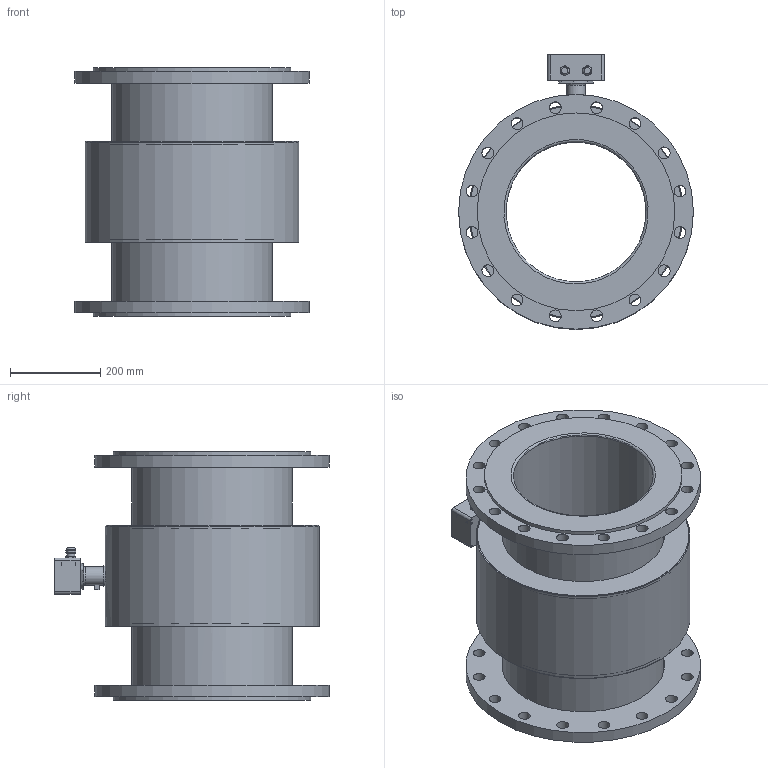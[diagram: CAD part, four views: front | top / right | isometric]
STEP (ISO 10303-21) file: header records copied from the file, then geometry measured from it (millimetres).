
FILE_DESCRIPTION(/* description */ (''),/* implementation_level */ '2;1');
FILE_NAME(/* name */ 'magflux A DN350 getrennt.stp',/* time_stamp */ '2021-11-30T11:18:51+01:00',/* author */ ('g.duesseldorf'),/* organization */ (''),/* preprocessor_version */ 'ST-DEVELOPER v18.1',/* originating_system */ 'Autodesk Inventor 2022',/* authorisation */ '');
FILE_SCHEMA (('CONFIG_CONTROL_DESIGN'));
Length unit declared in the file: millimetre
Products named in the file (1): magflux A DN350 getrennt_Ersatzobjekt_1
Bounding box: 520 x 609 x 550 mm (x, y, z)
Volume: 12841629.1 mm3; surface area: 4055248.2 mm2
Topology: 4 solids, 5 shells, 289 faces, 686 edges, 440 vertices
Faces by surface type: cylinder 132, plane 91, cone 59, torus 7
Full cylindrical faces by diameter (mm): 3.242 x10, 4.8 x2, 4.917 x2, 5 x2, 8.5 x4, 9 x2, 18.6 x4, 19.8 x4, 26 x32, 35 x1, 39.7 x1, 40 x1, 41 x1, 45 x1, 55 x1, 309.9 x1, 315.9 x1, 346 x1, 356 x1, 360 x2, 361 x2, 438 x2, 470 x3, 474 x1, 520 x2
Entity records: 9149 total; most frequent: CARTESIAN_POINT 1976, DIRECTION 1469, ORIENTED_EDGE 1356, EDGE_CURVE 678, AXIS2_PLACEMENT_3D 617, VERTEX_POINT 440, EDGE_LOOP 418, CIRCLE 319
